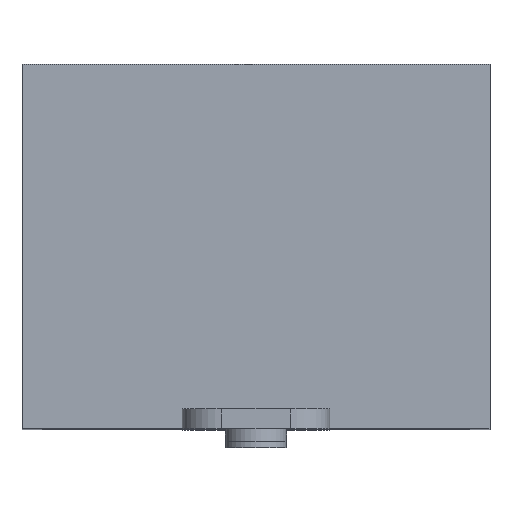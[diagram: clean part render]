
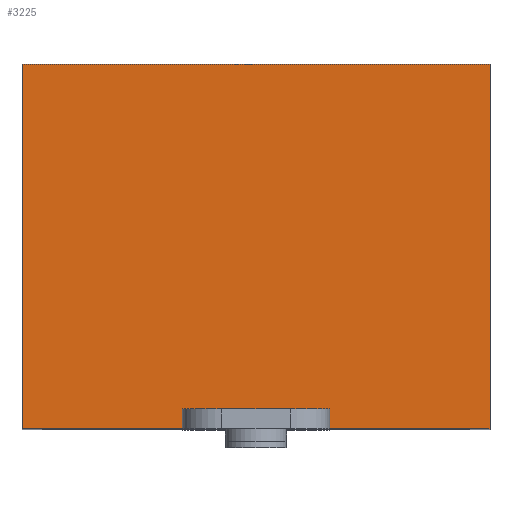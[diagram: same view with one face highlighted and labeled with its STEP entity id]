
A CAD part, top view. The second image highlights one B-rep face of the part: STEP entity #3225.
In plain terms, the highlighted planar face has unit normal (0, 0, 1).
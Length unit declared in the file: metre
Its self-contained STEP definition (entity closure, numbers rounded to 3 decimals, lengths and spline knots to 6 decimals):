
#344=ORIENTED_EDGE('',*,*,#1252,.F.);
#345=ORIENTED_EDGE('',*,*,#1253,.F.);
#346=ORIENTED_EDGE('',*,*,#1254,.T.);
#347=ORIENTED_EDGE('',*,*,#1255,.F.);
#348=ORIENTED_EDGE('',*,*,#1250,.F.);
#349=ORIENTED_EDGE('',*,*,#967,.T.);
#350=ORIENTED_EDGE('',*,*,#964,.T.);
#351=ORIENTED_EDGE('',*,*,#1256,.F.);
#964=EDGE_CURVE('',#1424,#1423,#1732,.T.);
#967=EDGE_CURVE('',#1426,#1424,#1735,.T.);
#1250=EDGE_CURVE('',#1426,#1701,#2014,.T.);
#1252=EDGE_CURVE('',#1702,#1703,#2016,.T.);
#1253=EDGE_CURVE('',#1704,#1702,#2017,.T.);
#1254=EDGE_CURVE('',#1704,#1705,#2018,.T.);
#1255=EDGE_CURVE('',#1701,#1705,#2019,.T.);
#1256=EDGE_CURVE('',#1703,#1423,#2020,.T.);
#1423=VERTEX_POINT('',#4362);
#1424=VERTEX_POINT('',#4364);
#1426=VERTEX_POINT('',#4370);
#1701=VERTEX_POINT('',#4936);
#1702=VERTEX_POINT('',#4940);
#1703=VERTEX_POINT('',#4941);
#1704=VERTEX_POINT('',#4943);
#1705=VERTEX_POINT('',#4945);
#1732=LINE('',#4363,#2174);
#1735=LINE('',#4369,#2177);
#2014=LINE('',#4935,#2456);
#2016=LINE('',#4939,#2458);
#2017=LINE('',#4942,#2459);
#2018=LINE('',#4944,#2460);
#2019=LINE('',#4946,#2461);
#2020=LINE('',#4947,#2462);
#2174=VECTOR('',#3568,1.);
#2177=VECTOR('',#3573,1.);
#2456=VECTOR('',#3876,1.);
#2458=VECTOR('',#3880,1.);
#2459=VECTOR('',#3881,1.);
#2460=VECTOR('',#3882,1.);
#2461=VECTOR('',#3883,1.);
#2462=VECTOR('',#3884,1.);
#2684=EDGE_LOOP('',(#344,#345,#346,#347,#348,#349,#350,#351));
#2912=FACE_BOUND('',#2684,.T.);
#3076=PLANE('',#3400);
#3225=ADVANCED_FACE('',(#2912),#3076,.T.);
#3400=AXIS2_PLACEMENT_3D('',#4938,#3878,#3879);
#3568=DIRECTION('',(0.,-1.,0.));
#3573=DIRECTION('',(-1.,0.,0.));
#3876=DIRECTION('',(0.,-1.,0.));
#3878=DIRECTION('',(0.,0.,1.));
#3879=DIRECTION('',(1.,0.,0.));
#3880=DIRECTION('',(0.,-1.,0.));
#3881=DIRECTION('',(-1.,0.,0.));
#3882=DIRECTION('',(0.,-1.,0.));
#3883=DIRECTION('',(-1.,0.,0.));
#3884=DIRECTION('',(-1.,0.,0.));
#4362=CARTESIAN_POINT('',(-0.02375,0.,0.036));
#4363=CARTESIAN_POINT('',(-0.02375,0.035,0.036));
#4364=CARTESIAN_POINT('',(-0.02375,0.037,0.036));
#4369=CARTESIAN_POINT('',(0.,0.037,0.036));
#4370=CARTESIAN_POINT('',(0.02375,0.037,0.036));
#4935=CARTESIAN_POINT('',(0.02375,0.035,0.036));
#4936=CARTESIAN_POINT('',(0.02375,0.,0.036));
#4938=CARTESIAN_POINT('',(0.,0.035,0.036));
#4939=CARTESIAN_POINT('',(-0.007494,0.002,0.036));
#4940=CARTESIAN_POINT('',(-0.007494,0.002,0.036));
#4941=CARTESIAN_POINT('',(-0.007494,0.,0.036));
#4942=CARTESIAN_POINT('',(0.,0.002,0.036));
#4943=CARTESIAN_POINT('',(0.007494,0.002,0.036));
#4944=CARTESIAN_POINT('',(0.007494,0.002,0.036));
#4945=CARTESIAN_POINT('',(0.007494,0.,0.036));
#4946=CARTESIAN_POINT('',(0.,0.,0.036));
#4947=CARTESIAN_POINT('',(0.,0.,0.036));
